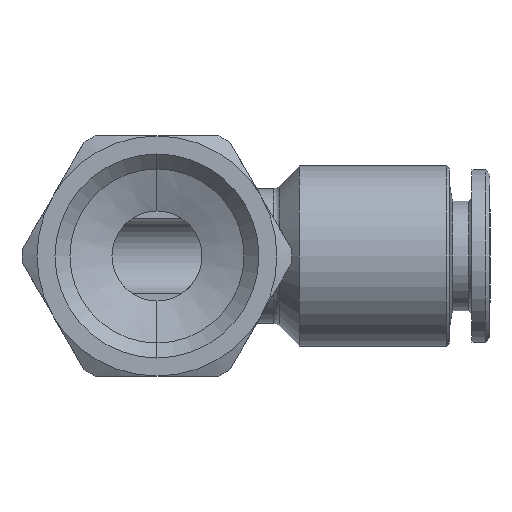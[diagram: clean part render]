
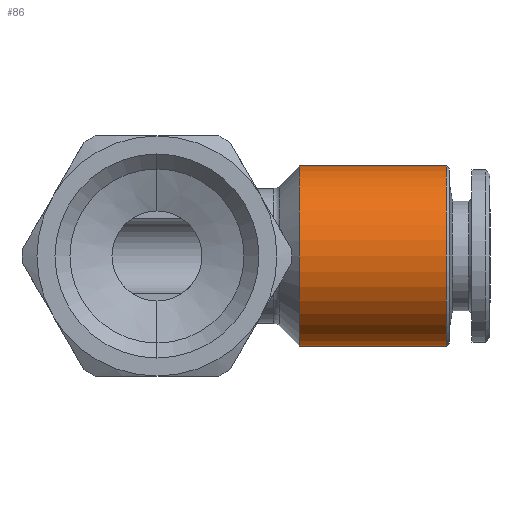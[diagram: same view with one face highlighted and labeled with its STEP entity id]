
A CAD part, front view. The second image highlights one B-rep face of the part: STEP entity #86.
In plain terms, the highlighted cylindrical face has radius 6 mm (diameter 12 mm), a partial arc.
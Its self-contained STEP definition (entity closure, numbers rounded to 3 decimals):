
#57 = EDGE_LOOP ( 'NONE', ( #72, #59, #65, #61 ) ) ;
#58 = EDGE_CURVE ( 'NONE', #950, #913, #2645, .T. ) ;
#59 = ORIENTED_EDGE ( 'NONE', *, *, #58, .T. ) ;
#60 = EDGE_CURVE ( 'NONE', #792, #788, #2640, .T. ) ;
#61 = ORIENTED_EDGE ( 'NONE', *, *, #60, .T. ) ;
#65 = ORIENTED_EDGE ( 'NONE', *, *, #916, .T. ) ;
#72 = ORIENTED_EDGE ( 'NONE', *, *, #939, .F. ) ;
#86 = ADVANCED_FACE ( 'NONE', ( #2688 ), #2683, .T. ) ;
#303 = CARTESIAN_POINT ( 'NONE',  ( 9.5, 0., 6. ) ) ;
#304 = CARTESIAN_POINT ( 'NONE',  ( 9.5, 0., -6. ) ) ;
#788 = VERTEX_POINT ( 'NONE', #304 ) ;
#792 = VERTEX_POINT ( 'NONE', #303 ) ;
#913 = VERTEX_POINT ( 'NONE', #2913 ) ;
#916 = EDGE_CURVE ( 'NONE', #913, #792, #2912, .T. ) ;
#939 = EDGE_CURVE ( 'NONE', #950, #788, #2975, .T. ) ;
#950 = VERTEX_POINT ( 'NONE', #2956 ) ;
#2636 = DIRECTION ( 'NONE',  ( 0., 0., -1. ) ) ;
#2637 = DIRECTION ( 'NONE',  ( 1., 0., 0. ) ) ;
#2638 = CARTESIAN_POINT ( 'NONE',  ( 9.5, 0., 0. ) ) ;
#2639 = AXIS2_PLACEMENT_3D ( 'NONE', #2638, #2637, #2636 ) ;
#2640 = CIRCLE ( 'NONE', #2639, 6. ) ;
#2641 = DIRECTION ( 'NONE',  ( 0., 0., 1. ) ) ;
#2642 = DIRECTION ( 'NONE',  ( -1., 0., 0. ) ) ;
#2643 = CARTESIAN_POINT ( 'NONE',  ( 19.3, 0., 0. ) ) ;
#2644 = AXIS2_PLACEMENT_3D ( 'NONE', #2643, #2642, #2641 ) ;
#2645 = CIRCLE ( 'NONE', #2644, 6. ) ;
#2678 = DIRECTION ( 'NONE',  ( 0., 0., 1. ) ) ;
#2679 = DIRECTION ( 'NONE',  ( -1., 0., 0. ) ) ;
#2680 = CARTESIAN_POINT ( 'NONE',  ( -1.137, 0., 0. ) ) ;
#2681 = AXIS2_PLACEMENT_3D ( 'NONE', #2680, #2679, #2678 ) ;
#2683 = CYLINDRICAL_SURFACE ( 'NONE', #2681, 6. ) ;
#2688 = FACE_OUTER_BOUND ( 'NONE', #57, .T. ) ;
#2904 = DIRECTION ( 'NONE',  ( -1., 0., 0. ) ) ;
#2905 = VECTOR ( 'NONE', #2904, 1000. ) ;
#2906 = CARTESIAN_POINT ( 'NONE',  ( -1.137, 0., 6. ) ) ;
#2912 = LINE ( 'NONE', #2906, #2905 ) ;
#2913 = CARTESIAN_POINT ( 'NONE',  ( 19.3, 0., 6. ) ) ;
#2956 = CARTESIAN_POINT ( 'NONE',  ( 19.3, 0., -6. ) ) ;
#2972 = DIRECTION ( 'NONE',  ( -1., 0., 0. ) ) ;
#2973 = VECTOR ( 'NONE', #2972, 1000. ) ;
#2974 = CARTESIAN_POINT ( 'NONE',  ( -1.137, 0., -6. ) ) ;
#2975 = LINE ( 'NONE', #2974, #2973 ) ;
